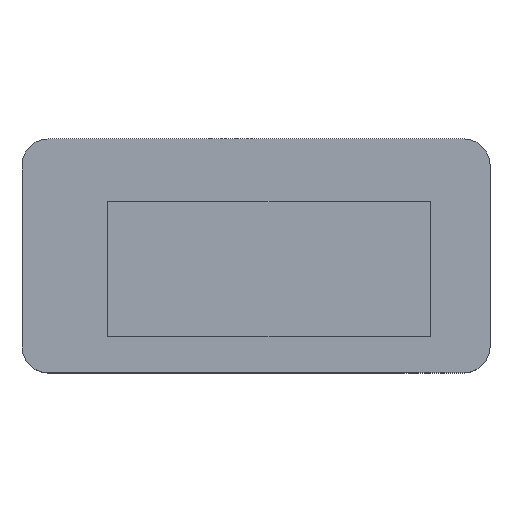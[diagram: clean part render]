
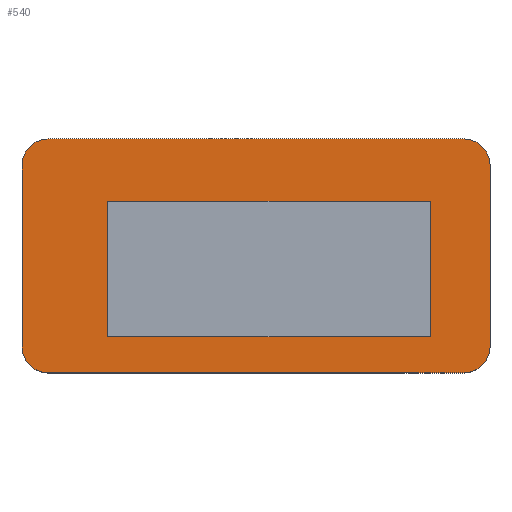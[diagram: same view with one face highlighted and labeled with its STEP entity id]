
A CAD part, top view. The second image highlights one B-rep face of the part: STEP entity #540.
In plain terms, the highlighted planar face has unit normal (0, 0, 1).
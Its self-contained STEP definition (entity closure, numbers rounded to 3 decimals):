
#20=FACE_BOUND('',#102,.T.);
#29=CIRCLE('',#585,1.);
#30=CIRCLE('',#588,1.);
#31=CIRCLE('',#592,1.);
#32=CIRCLE('',#595,1.);
#68=FACE_OUTER_BOUND('',#101,.T.);
#101=EDGE_LOOP('',(#475,#476,#477,#478,#479,#480,#481,#482));
#102=EDGE_LOOP('',(#483,#484,#485,#486));
#144=LINE('',#850,#204);
#147=LINE('',#855,#207);
#149=LINE('',#860,#209);
#153=LINE('',#869,#213);
#155=LINE('',#876,#215);
#157=LINE('',#879,#217);
#159=LINE('',#886,#219);
#162=LINE('',#893,#222);
#204=VECTOR('',#693,10.);
#207=VECTOR('',#698,10.);
#209=VECTOR('',#702,10.);
#213=VECTOR('',#712,10.);
#215=VECTOR('',#720,10.);
#217=VECTOR('',#724,10.);
#219=VECTOR('',#732,10.);
#222=VECTOR('',#741,10.);
#259=VERTEX_POINT('',#847);
#260=VERTEX_POINT('',#849);
#261=VERTEX_POINT('',#853);
#262=VERTEX_POINT('',#857);
#263=VERTEX_POINT('',#859);
#264=VERTEX_POINT('',#863);
#265=VERTEX_POINT('',#867);
#266=VERTEX_POINT('',#871);
#267=VERTEX_POINT('',#875);
#268=VERTEX_POINT('',#881);
#269=VERTEX_POINT('',#885);
#270=VERTEX_POINT('',#889);
#320=EDGE_CURVE('',#260,#259,#144,.T.);
#323=EDGE_CURVE('',#259,#261,#147,.T.);
#325=EDGE_CURVE('',#263,#262,#149,.T.);
#328=EDGE_CURVE('',#262,#264,#29,.T.);
#330=EDGE_CURVE('',#264,#265,#153,.T.);
#332=EDGE_CURVE('',#265,#266,#30,.T.);
#333=EDGE_CURVE('',#267,#260,#155,.T.);
#335=EDGE_CURVE('',#261,#267,#157,.T.);
#336=EDGE_CURVE('',#268,#263,#31,.T.);
#338=EDGE_CURVE('',#269,#268,#159,.T.);
#340=EDGE_CURVE('',#270,#269,#32,.T.);
#342=EDGE_CURVE('',#266,#270,#162,.T.);
#475=ORIENTED_EDGE('',*,*,#332,.T.);
#476=ORIENTED_EDGE('',*,*,#342,.T.);
#477=ORIENTED_EDGE('',*,*,#340,.T.);
#478=ORIENTED_EDGE('',*,*,#338,.T.);
#479=ORIENTED_EDGE('',*,*,#336,.T.);
#480=ORIENTED_EDGE('',*,*,#325,.T.);
#481=ORIENTED_EDGE('',*,*,#328,.T.);
#482=ORIENTED_EDGE('',*,*,#330,.T.);
#483=ORIENTED_EDGE('',*,*,#323,.T.);
#484=ORIENTED_EDGE('',*,*,#335,.T.);
#485=ORIENTED_EDGE('',*,*,#333,.T.);
#486=ORIENTED_EDGE('',*,*,#320,.T.);
#510=PLANE('',#597);
#540=ADVANCED_FACE('',(#68,#20),#510,.T.);
#585=AXIS2_PLACEMENT_3D('',#865,#707,#708);
#588=AXIS2_PLACEMENT_3D('',#873,#716,#717);
#592=AXIS2_PLACEMENT_3D('',#882,#727,#728);
#595=AXIS2_PLACEMENT_3D('',#890,#736,#737);
#597=AXIS2_PLACEMENT_3D('',#894,#742,#743);
#693=DIRECTION('',(0.,-1.,0.));
#698=DIRECTION('',(-1.,0.,0.));
#702=DIRECTION('',(-1.,0.,0.));
#707=DIRECTION('center_axis',(0.,0.,1.));
#708=DIRECTION('ref_axis',(0.,1.,0.));
#712=DIRECTION('',(0.,-1.,0.));
#716=DIRECTION('center_axis',(0.,0.,1.));
#717=DIRECTION('ref_axis',(-1.,0.,0.));
#720=DIRECTION('',(1.,0.,0.));
#724=DIRECTION('',(0.,1.,0.));
#727=DIRECTION('center_axis',(0.,0.,1.));
#728=DIRECTION('ref_axis',(1.,0.,0.));
#732=DIRECTION('',(0.,1.,0.));
#736=DIRECTION('center_axis',(0.,0.,1.));
#737=DIRECTION('ref_axis',(0.,-1.,0.));
#741=DIRECTION('',(1.,0.,0.));
#742=DIRECTION('center_axis',(0.,0.,1.));
#743=DIRECTION('ref_axis',(1.,0.,0.));
#847=CARTESIAN_POINT('',(6.7,-2.6,5.));
#849=CARTESIAN_POINT('',(6.7,2.6,5.));
#850=CARTESIAN_POINT('',(6.7,2.6,5.));
#853=CARTESIAN_POINT('',(-5.7,-2.6,5.));
#855=CARTESIAN_POINT('',(6.7,-2.6,5.));
#857=CARTESIAN_POINT('',(-8.,5.,5.));
#859=CARTESIAN_POINT('',(8.,5.,5.));
#860=CARTESIAN_POINT('',(-8.,5.,5.));
#863=CARTESIAN_POINT('',(-9.,4.,5.));
#865=CARTESIAN_POINT('Origin',(-8.,4.,5.));
#867=CARTESIAN_POINT('',(-9.,-3.,5.));
#869=CARTESIAN_POINT('',(-9.,-3.,5.));
#871=CARTESIAN_POINT('',(-8.,-4.,5.));
#873=CARTESIAN_POINT('Origin',(-8.,-3.,5.));
#875=CARTESIAN_POINT('',(-5.7,2.6,5.));
#876=CARTESIAN_POINT('',(-5.7,2.6,5.));
#879=CARTESIAN_POINT('',(-5.7,-2.6,5.));
#881=CARTESIAN_POINT('',(9.,4.,5.));
#882=CARTESIAN_POINT('Origin',(8.,4.,5.));
#885=CARTESIAN_POINT('',(9.,-3.,5.));
#886=CARTESIAN_POINT('',(9.,4.,5.));
#889=CARTESIAN_POINT('',(8.,-4.,5.));
#890=CARTESIAN_POINT('Origin',(8.,-3.,5.));
#893=CARTESIAN_POINT('',(8.,-4.,5.));
#894=CARTESIAN_POINT('Origin',(0.,0.5,
5.));
